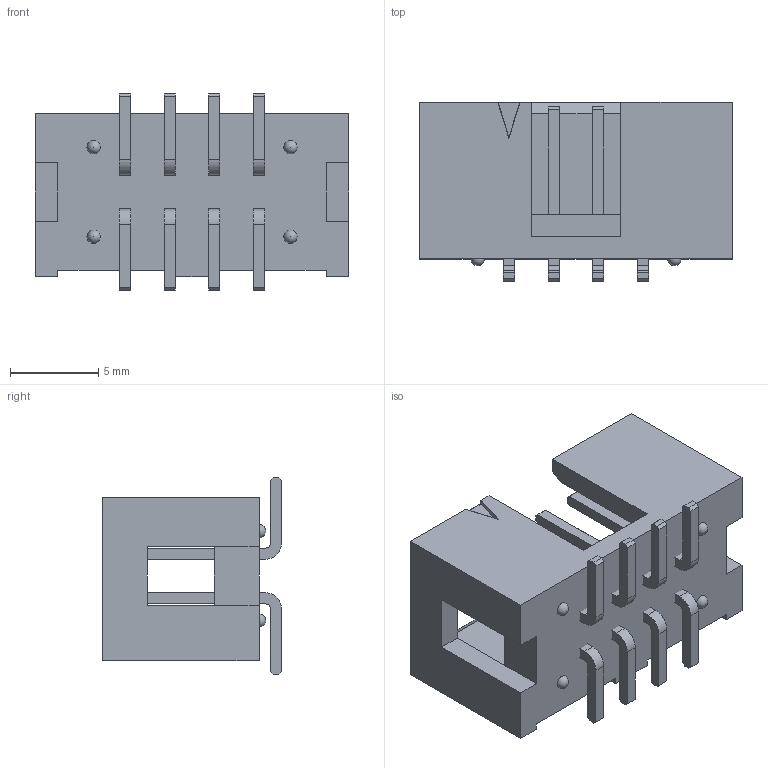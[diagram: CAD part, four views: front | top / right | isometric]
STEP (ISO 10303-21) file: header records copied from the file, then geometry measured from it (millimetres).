
FILE_DESCRIPTION(/* description */ ('STEP AP214'),/* implementation_level */ '2;1');
FILE_NAME(/* name */ 'HTST-104-01-L-DV',/* time_stamp */ '2022-09-19T14:26:14+02:00',/* author */ ('License CC BY-ND 4.0'),/* organization */ ('CADENAS'),/* preprocessor_version */ 'ST-DEVELOPER v18.102',/* originating_system */ 'PARTsolutions',/* authorisation */ ' ');
FILE_SCHEMA (('AUTOMOTIVE_DESIGN {1 0 10303 214 3 1 1}'));
Length unit declared in the file: inch
Products named in the file (4): HTST-104-01-L-DV; T-1S6-04-01-DV_; HTST-First_Position_Indicator; HTST-104-01-DV_header
Assembly tree (3 placements, depth 2):
  HTST-104-01-L-DV
    T-1S6-04-01-DV_
    HTST-First_Position_Indicator
    HTST-104-01-DV_header
Bounding box: 17.78 x 10.16 x 11.18 mm (x, y, z)
Volume: 758.5 mm3; surface area: 1350.4 mm2
Topology: 3 solids, 3 shells, 178 faces, 522 edges, 346 vertices
Faces by surface type: plane 158, cylinder 16, sphere 4
Entity records: 5835 total; most frequent: CARTESIAN_POINT 1030, ORIENTED_EDGE 1020, DIRECTION 910, EDGE_CURVE 510, LINE 474, VECTOR 474, VERTEX_POINT 338, AXIS2_PLACEMENT_3D 218
